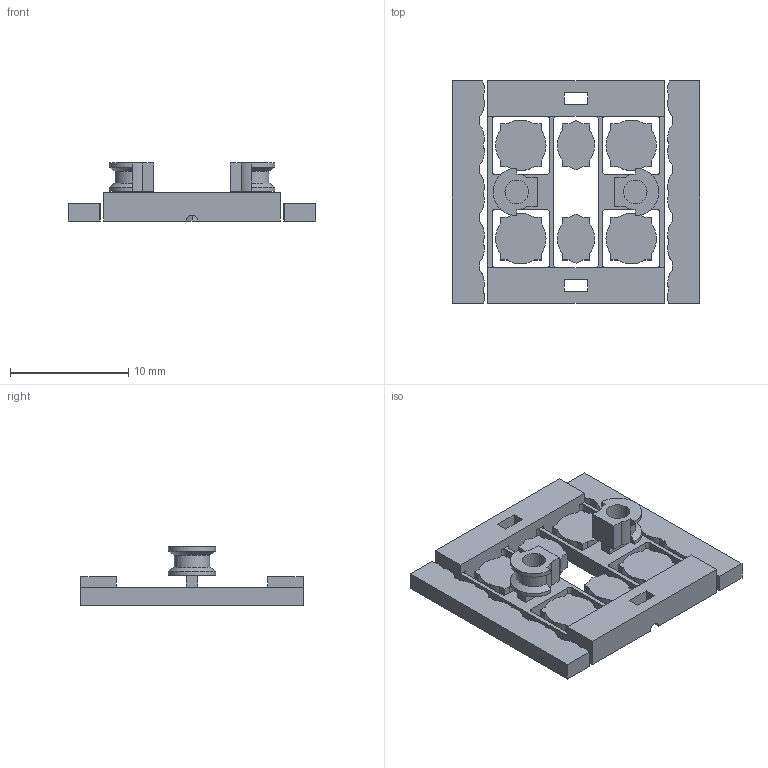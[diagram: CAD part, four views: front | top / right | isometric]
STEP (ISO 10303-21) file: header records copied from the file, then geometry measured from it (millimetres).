
FILE_DESCRIPTION(/* description */ (''),/* implementation_level */ '2;1');
FILE_NAME(/* name */ '10mm',/* time_stamp */ '2025-06-24T23:58:29-04:00',/* author */ (''),/* organization */ (''),/* preprocessor_version */ 'ST-DEVELOPER v19.2',/* originating_system */ 'Rhino 8.20',/* authorisation */ '');
FILE_SCHEMA (('CONFIG_CONTROL_DESIGN'));
Length unit declared in the file: millimetre
Products named in the file (1): Document
Bounding box: 20.88 x 18.76 x 4.9 mm (x, y, z)
Volume: 575.2 mm3; surface area: 1368.4 mm2
Topology: 9 solids, 9 shells, 230 faces, 634 edges, 420 vertices
Faces by surface type: plane 140, cylinder 66, bspline 24
Entity records: 7106 total; most frequent: CARTESIAN_POINT 2236, ORIENTED_EDGE 1268, EDGE_CURVE 634, DIRECTION 474, B_SPLINE_CURVE_WITH_KNOTS 448, VERTEX_POINT 420, AXIS2_PLACEMENT_3D 340, EDGE_LOOP 242
